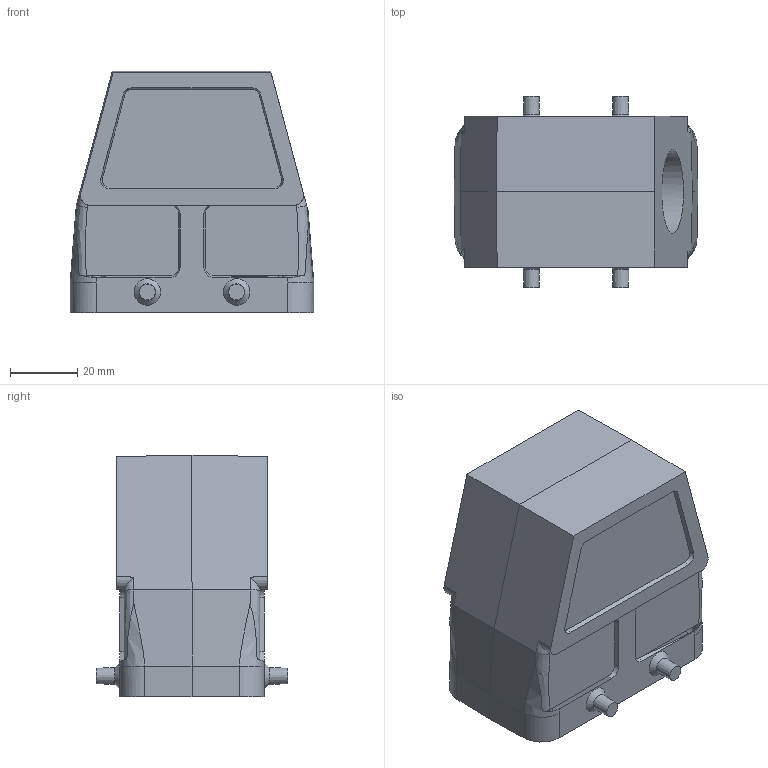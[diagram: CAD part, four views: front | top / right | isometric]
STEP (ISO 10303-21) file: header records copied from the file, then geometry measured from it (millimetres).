
FILE_DESCRIPTION(/* description */ (''),/* implementation_level */ '2;1');
FILE_NAME(/* name */ '100194391ugm000_c.stp',/* time_stamp */ '2019-09-24T08:04:03+02:00',/* author */ (''),/* organization */ (''),/* preprocessor_version */ 'ST-DEVELOPER v16.7',/* originating_system */ 'SIEMENS PLM Software NX 12.0',/* authorisation */ '');
FILE_SCHEMA (('AUTOMOTIVE_DESIGN { 1 0 10303 214 3 1 1 1 }'));
Length unit declared in the file: millimetre
Products named in the file (1): 100194391ugm000_c
Bounding box: 72.6 x 57.2 x 72 mm (x, y, z)
Volume: 59318.3 mm3; surface area: 33401 mm2
Topology: 1 solids, 1 shells, 244 faces, 748 edges, 667 vertices
Faces by surface type: plane 163, cone 40, cylinder 24, bspline 17
Full cylindrical faces by diameter (mm): 3 x4, 25 x1
Entity records: 11925 total; most frequent: CARTESIAN_POINT 4405, ORIENTED_EDGE 1254, DIRECTION 1133, EDGE_CURVE 627, LINE 467, VECTOR 467, VERTEX_POINT 429, AXIS2_PLACEMENT_3D 333
